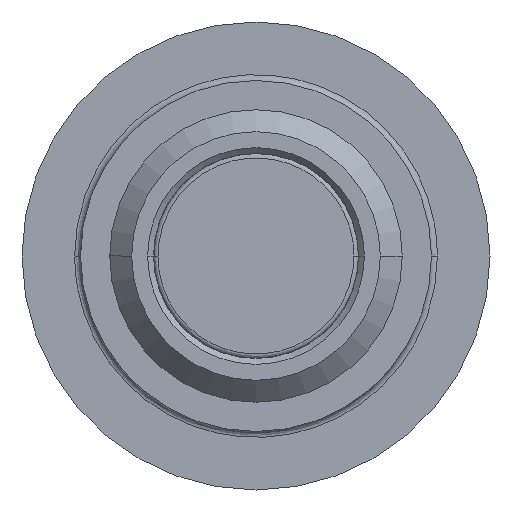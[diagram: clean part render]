
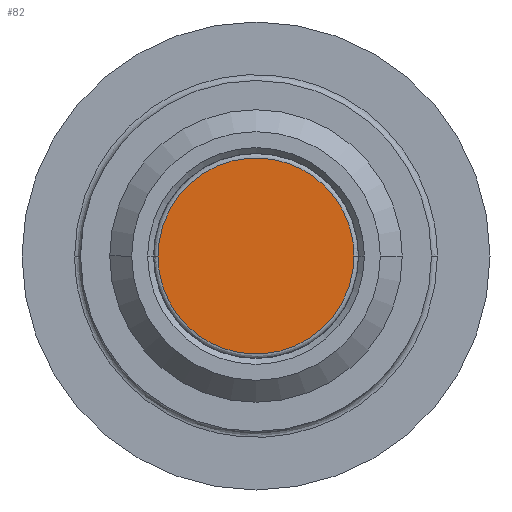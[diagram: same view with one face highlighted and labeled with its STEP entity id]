
A CAD part, front view. The second image highlights one B-rep face of the part: STEP entity #82.
In plain terms, the highlighted face is planar.
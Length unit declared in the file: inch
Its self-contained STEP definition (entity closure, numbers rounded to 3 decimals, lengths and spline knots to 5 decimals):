
#82 = ADVANCED_FACE ( 'NONE', ( #419 ), #439, .F. ) ;
#337 = CARTESIAN_POINT ( 'NONE',  ( 0., 1.11625, -0.13189 ) ) ;
#355 = CARTESIAN_POINT ( 'NONE',  ( 0., 1.11625, 0.13189 ) ) ;
#419 = FACE_OUTER_BOUND ( 'NONE', #1324, .T. ) ;
#439 = PLANE ( 'NONE',  #2370 ) ;
#1172 = CARTESIAN_POINT ( 'NONE',  ( 0.26378, 1.11625, 0.13189 ) ) ;
#1324 = EDGE_LOOP ( 'NONE', ( #2713, #2449 ) ) ;
#1451 = CARTESIAN_POINT ( 'NONE',  ( 0.26378, 1.11625, -0.13189 ) ) ;
#1461 = VERTEX_POINT ( 'NONE', #3224 ) ;
#1650 = VERTEX_POINT ( 'NONE', #2580 ) ;
#1773 = DIRECTION ( 'NONE',  ( 0., -1., 0. ) ) ;
#1780 =( BOUNDED_CURVE ( )  B_SPLINE_CURVE ( 3, ( #337, #1451, #1172, #355 ),
 .UNSPECIFIED., .F., .F. ) 
 B_SPLINE_CURVE_WITH_KNOTS ( ( 4, 4 ),
 ( 0., 1. ),
 .UNSPECIFIED. ) 
 CURVE ( )  GEOMETRIC_REPRESENTATION_ITEM ( )  RATIONAL_B_SPLINE_CURVE ( ( 1., 0.333, 0.333, 1. ) ) 
 REPRESENTATION_ITEM ( '' )  );
#1807 = DIRECTION ( 'NONE',  ( 1., 0., 0. ) ) ;
#1831 = CARTESIAN_POINT ( 'NONE',  ( -0.26378, 1.11625, 0.13189 ) ) ;
#2370 = AXIS2_PLACEMENT_3D ( 'NONE', #2608, #1773, #1807 ) ;
#2410 =( BOUNDED_CURVE ( )  B_SPLINE_CURVE ( 3, ( #3180, #1831, #2651, #2913 ),
 .UNSPECIFIED., .F., .T. ) 
 B_SPLINE_CURVE_WITH_KNOTS ( ( 4, 4 ),
 ( 0., 1. ),
 .UNSPECIFIED. ) 
 CURVE ( )  GEOMETRIC_REPRESENTATION_ITEM ( )  RATIONAL_B_SPLINE_CURVE ( ( 1., 0.333, 0.333, 1. ) ) 
 REPRESENTATION_ITEM ( '' )  );
#2449 = ORIENTED_EDGE ( 'NONE', *, *, #3266, .F. ) ;
#2580 = CARTESIAN_POINT ( 'NONE',  ( 0., 1.11625, -0.13189 ) ) ;
#2584 = EDGE_CURVE ( 'NONE', #1650, #1461, #1780, .T. ) ;
#2608 = CARTESIAN_POINT ( 'NONE',  ( 0., 1.11625, 0. ) ) ;
#2651 = CARTESIAN_POINT ( 'NONE',  ( -0.26378, 1.11625, -0.13189 ) ) ;
#2713 = ORIENTED_EDGE ( 'NONE', *, *, #2584, .F. ) ;
#2913 = CARTESIAN_POINT ( 'NONE',  ( 0., 1.11625, -0.13189 ) ) ;
#3180 = CARTESIAN_POINT ( 'NONE',  ( 0., 1.11625, 0.13189 ) ) ;
#3224 = CARTESIAN_POINT ( 'NONE',  ( 0., 1.11625, 0.13189 ) ) ;
#3266 = EDGE_CURVE ( 'NONE', #1461, #1650, #2410, .T. ) ;
